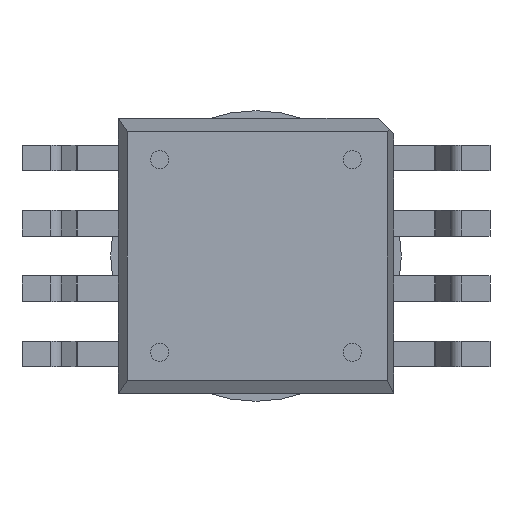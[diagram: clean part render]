
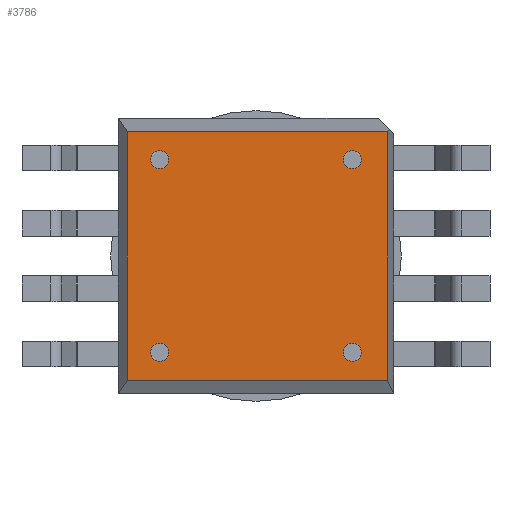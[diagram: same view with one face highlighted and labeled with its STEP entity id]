
A CAD part, front view. The second image highlights one B-rep face of the part: STEP entity #3786.
In plain terms, the highlighted planar face has unit normal (0, -1, 0).
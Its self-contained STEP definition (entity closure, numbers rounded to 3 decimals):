
#84 = CARTESIAN_POINT ( 'NONE',  ( 5.113, 0.2, 4.827 ) ) ;
#92 = EDGE_CURVE ( 'NONE', #4564, #4233, #2017, .T. ) ;
#128 = CARTESIAN_POINT ( 'NONE',  ( -3.75, 0.2, 3.4 ) ) ;
#147 = CARTESIAN_POINT ( 'NONE',  ( 3.75, 0.2, 3.4 ) ) ;
#238 = LINE ( 'NONE', #3765, #2604 ) ;
#399 = DIRECTION ( 'NONE',  ( 0., 0., 1. ) ) ;
#406 = EDGE_CURVE ( 'NONE', #1965, #905, #3976, .T. ) ;
#492 = EDGE_CURVE ( 'NONE', #6113, #2320, #5832, .T. ) ;
#641 = CARTESIAN_POINT ( 'NONE',  ( 5.113, 0.2, -16.294 ) ) ;
#897 = DIRECTION ( 'NONE',  ( 0., 1., 0. ) ) ;
#905 = VERTEX_POINT ( 'NONE', #4024 ) ;
#926 = FACE_BOUND ( 'NONE', #1827, .T. ) ;
#983 = DIRECTION ( 'NONE',  ( 0., 1., 0. ) ) ;
#1060 = EDGE_LOOP ( 'NONE', ( #5228, #2569 ) ) ;
#1161 = DIRECTION ( 'NONE',  ( 0., 1., 0. ) ) ;
#1228 = DIRECTION ( 'NONE',  ( 0., 1., 0. ) ) ;
#1276 = DIRECTION ( 'NONE',  ( 0., 0., 1. ) ) ;
#1453 = CARTESIAN_POINT ( 'NONE',  ( -3.75, 0.2, -3.75 ) ) ;
#1513 = DIRECTION ( 'NONE',  ( 0., 1., 0. ) ) ;
#1537 = ORIENTED_EDGE ( 'NONE', *, *, #1633, .T. ) ;
#1544 = VERTEX_POINT ( 'NONE', #6124 ) ;
#1633 = EDGE_CURVE ( 'NONE', #3407, #1544, #6158, .T. ) ;
#1692 = AXIS2_PLACEMENT_3D ( 'NONE', #4895, #5864, #1783 ) ;
#1752 = DIRECTION ( 'NONE',  ( 0., 0., 1. ) ) ;
#1781 = EDGE_CURVE ( 'NONE', #1904, #4411, #6413, .T. ) ;
#1783 = DIRECTION ( 'NONE',  ( 0., 0., -1. ) ) ;
#1784 = CARTESIAN_POINT ( 'NONE',  ( 3.75, 0.2, 3.75 ) ) ;
#1792 = AXIS2_PLACEMENT_3D ( 'NONE', #1453, #1513, #5677 ) ;
#1827 = EDGE_LOOP ( 'NONE', ( #6250, #2439 ) ) ;
#1875 = ORIENTED_EDGE ( 'NONE', *, *, #5233, .T. ) ;
#1904 = VERTEX_POINT ( 'NONE', #84 ) ;
#1965 = VERTEX_POINT ( 'NONE', #147 ) ;
#1988 = AXIS2_PLACEMENT_3D ( 'NONE', #1784, #1228, #3275 ) ;
#2017 = CIRCLE ( 'NONE', #6036, 0.35 ) ;
#2036 = EDGE_CURVE ( 'NONE', #3407, #4411, #238, .T. ) ;
#2059 = DIRECTION ( 'NONE',  ( 0., 0., 1. ) ) ;
#2072 = CARTESIAN_POINT ( 'NONE',  ( 3.75, 0.2, -3.75 ) ) ;
#2133 = EDGE_LOOP ( 'NONE', ( #5253, #6506 ) ) ;
#2320 = VERTEX_POINT ( 'NONE', #6053 ) ;
#2423 = FACE_BOUND ( 'NONE', #1060, .T. ) ;
#2439 = ORIENTED_EDGE ( 'NONE', *, *, #4544, .T. ) ;
#2485 = CIRCLE ( 'NONE', #3144, 0.35 ) ;
#2567 = CARTESIAN_POINT ( 'NONE',  ( -3.75, 0.2, 3.75 ) ) ;
#2569 = ORIENTED_EDGE ( 'NONE', *, *, #492, .T. ) ;
#2602 = CIRCLE ( 'NONE', #4759, 0.35 ) ;
#2604 = VECTOR ( 'NONE', #1276, 1000. ) ;
#2652 = CARTESIAN_POINT ( 'NONE',  ( 3.75, 0.2, -4.1 ) ) ;
#2680 = ORIENTED_EDGE ( 'NONE', *, *, #92, .T. ) ;
#2682 = DIRECTION ( 'NONE',  ( 0., 1., 0. ) ) ;
#2713 = EDGE_CURVE ( 'NONE', #905, #1965, #5454, .T. ) ;
#2731 = CARTESIAN_POINT ( 'NONE',  ( 3.75, 0.2, -3.75 ) ) ;
#2804 = PLANE ( 'NONE',  #1692 ) ;
#2905 = AXIS2_PLACEMENT_3D ( 'NONE', #3684, #1161, #3585 ) ;
#2960 = FACE_BOUND ( 'NONE', #2133, .T. ) ;
#3127 = VERTEX_POINT ( 'NONE', #2652 ) ;
#3144 = AXIS2_PLACEMENT_3D ( 'NONE', #2567, #5143, #2059 ) ;
#3275 = DIRECTION ( 'NONE',  ( 0., 0., 1. ) ) ;
#3387 = EDGE_CURVE ( 'NONE', #2320, #6113, #5812, .T. ) ;
#3407 = VERTEX_POINT ( 'NONE', #3599 ) ;
#3438 = AXIS2_PLACEMENT_3D ( 'NONE', #4977, #983, #399 ) ;
#3585 = DIRECTION ( 'NONE',  ( 0., 0., 1. ) ) ;
#3599 = CARTESIAN_POINT ( 'NONE',  ( -5., 0.2, -4.827 ) ) ;
#3635 = EDGE_LOOP ( 'NONE', ( #5600, #4589, #1537, #1875 ) ) ;
#3684 = CARTESIAN_POINT ( 'NONE',  ( -3.75, 0.2, -3.75 ) ) ;
#3765 = CARTESIAN_POINT ( 'NONE',  ( -5., 0.2, -16.294 ) ) ;
#3786 = ADVANCED_FACE ( 'NONE', ( #2423, #2960, #5533, #5023, #926 ), #2804, .T. ) ;
#3815 = DIRECTION ( 'NONE',  ( 0., 1., 0. ) ) ;
#3976 = CIRCLE ( 'NONE', #3438, 0.35 ) ;
#4024 = CARTESIAN_POINT ( 'NONE',  ( 3.75, 0.2, 4.1 ) ) ;
#4113 = CARTESIAN_POINT ( 'NONE',  ( -5., 0.2, 4.827 ) ) ;
#4233 = VERTEX_POINT ( 'NONE', #128 ) ;
#4246 = CARTESIAN_POINT ( 'NONE',  ( -3.75, 0.2, 4.1 ) ) ;
#4408 = DIRECTION ( 'NONE',  ( 0., 0., 1. ) ) ;
#4411 = VERTEX_POINT ( 'NONE', #4113 ) ;
#4544 = EDGE_CURVE ( 'NONE', #3127, #5897, #5263, .T. ) ;
#4557 = CARTESIAN_POINT ( 'NONE',  ( -3.75, 0.2, -4.1 ) ) ;
#4564 = VERTEX_POINT ( 'NONE', #4246 ) ;
#4573 = CARTESIAN_POINT ( 'NONE',  ( 3.75, 0.2, -3.4 ) ) ;
#4589 = ORIENTED_EDGE ( 'NONE', *, *, #2036, .F. ) ;
#4759 = AXIS2_PLACEMENT_3D ( 'NONE', #2731, #3815, #1752 ) ;
#4766 = EDGE_LOOP ( 'NONE', ( #2680, #5652 ) ) ;
#4860 = CARTESIAN_POINT ( 'NONE',  ( -7.709, 0.2, 4.827 ) ) ;
#4895 = CARTESIAN_POINT ( 'NONE',  ( -5., 0.2, -16.294 ) ) ;
#4977 = CARTESIAN_POINT ( 'NONE',  ( 3.75, 0.2, 3.75 ) ) ;
#5023 = FACE_BOUND ( 'NONE', #4766, .T. ) ;
#5075 = DIRECTION ( 'NONE',  ( 1., 0., 0. ) ) ;
#5143 = DIRECTION ( 'NONE',  ( 0., 1., 0. ) ) ;
#5203 = VECTOR ( 'NONE', #5368, 1000. ) ;
#5228 = ORIENTED_EDGE ( 'NONE', *, *, #3387, .T. ) ;
#5230 = LINE ( 'NONE', #641, #6154 ) ;
#5233 = EDGE_CURVE ( 'NONE', #1544, #1904, #5230, .T. ) ;
#5253 = ORIENTED_EDGE ( 'NONE', *, *, #2713, .T. ) ;
#5263 = CIRCLE ( 'NONE', #5370, 0.35 ) ;
#5289 = DIRECTION ( 'NONE',  ( 0., 0., 1. ) ) ;
#5368 = DIRECTION ( 'NONE',  ( -1., 0., 0. ) ) ;
#5370 = AXIS2_PLACEMENT_3D ( 'NONE', #2072, #2682, #5289 ) ;
#5454 = CIRCLE ( 'NONE', #1988, 0.35 ) ;
#5533 = FACE_OUTER_BOUND ( 'NONE', #3635, .T. ) ;
#5600 = ORIENTED_EDGE ( 'NONE', *, *, #1781, .T. ) ;
#5652 = ORIENTED_EDGE ( 'NONE', *, *, #6156, .T. ) ;
#5677 = DIRECTION ( 'NONE',  ( 0., 0., 1. ) ) ;
#5812 = CIRCLE ( 'NONE', #1792, 0.35 ) ;
#5832 = CIRCLE ( 'NONE', #2905, 0.35 ) ;
#5864 = DIRECTION ( 'NONE',  ( 0., -1., 0. ) ) ;
#5897 = VERTEX_POINT ( 'NONE', #4573 ) ;
#6003 = CARTESIAN_POINT ( 'NONE',  ( -3.75, 0.2, 3.75 ) ) ;
#6036 = AXIS2_PLACEMENT_3D ( 'NONE', #6003, #897, #4408 ) ;
#6053 = CARTESIAN_POINT ( 'NONE',  ( -3.75, 0.2, -3.4 ) ) ;
#6076 = VECTOR ( 'NONE', #5075, 1000. ) ;
#6113 = VERTEX_POINT ( 'NONE', #4557 ) ;
#6124 = CARTESIAN_POINT ( 'NONE',  ( 5.113, 0.2, -4.827 ) ) ;
#6154 = VECTOR ( 'NONE', #6290, 1000. ) ;
#6156 = EDGE_CURVE ( 'NONE', #4233, #4564, #2485, .T. ) ;
#6158 = LINE ( 'NONE', #6580, #6076 ) ;
#6250 = ORIENTED_EDGE ( 'NONE', *, *, #6424, .T. ) ;
#6290 = DIRECTION ( 'NONE',  ( 0., 0., 1. ) ) ;
#6413 = LINE ( 'NONE', #4860, #5203 ) ;
#6424 = EDGE_CURVE ( 'NONE', #5897, #3127, #2602, .T. ) ;
#6506 = ORIENTED_EDGE ( 'NONE', *, *, #406, .T. ) ;
#6580 = CARTESIAN_POINT ( 'NONE',  ( -7.709, 0.2, -4.827 ) ) ;
